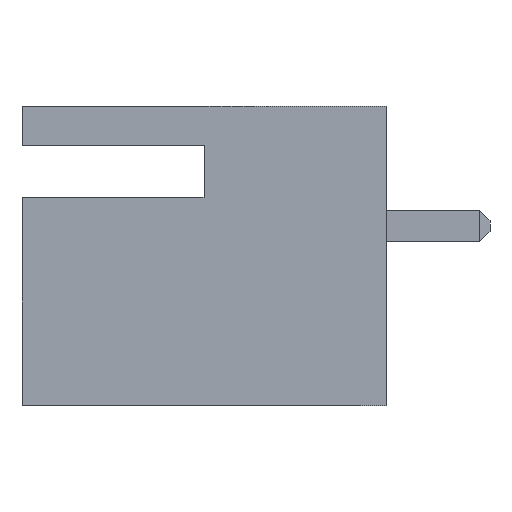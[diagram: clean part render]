
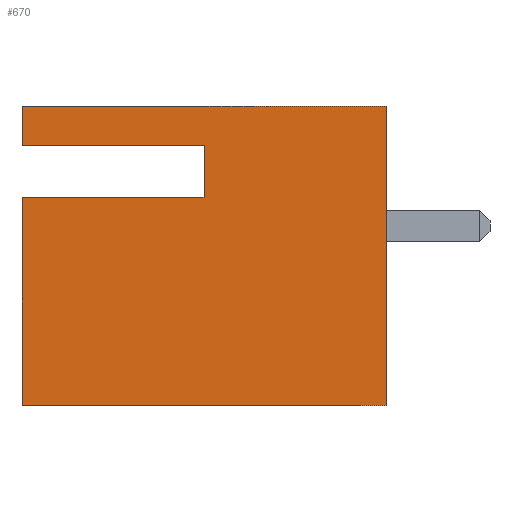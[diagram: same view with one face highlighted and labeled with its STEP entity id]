
A CAD part, left-side view. The second image highlights one B-rep face of the part: STEP entity #670.
In plain terms, the highlighted planar face has unit normal (-1, 0, 0).
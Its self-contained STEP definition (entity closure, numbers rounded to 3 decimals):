
#10 = DIRECTION ( 'NONE',  ( 0., 1., 0. ) ) ;
#138 = ORIENTED_EDGE ( 'NONE', *, *, #226, .F. ) ;
#226 = EDGE_CURVE ( 'NONE', #2358, #1187, #391, .T. ) ;
#245 = EDGE_CURVE ( 'NONE', #747, #1475, #1658, .T. ) ;
#391 = LINE ( 'NONE', #859, #2694 ) ;
#422 = DIRECTION ( 'NONE',  ( 0., 0., 1. ) ) ;
#517 = AXIS2_PLACEMENT_3D ( 'NONE', #2774, #1802, #2548 ) ;
#630 = CARTESIAN_POINT ( 'NONE',  ( 0., 7., -5.75 ) ) ;
#657 = CARTESIAN_POINT ( 'NONE',  ( 0., 7., -1.75 ) ) ;
#670 = ADVANCED_FACE ( 'NONE', ( #958 ), #2939, .F. ) ;
#745 = VECTOR ( 'NONE', #10, 1000. ) ;
#747 = VERTEX_POINT ( 'NONE', #2057 ) ;
#793 = VERTEX_POINT ( 'NONE', #2197 ) ;
#821 = LINE ( 'NONE', #1331, #2560 ) ;
#859 = CARTESIAN_POINT ( 'NONE',  ( 0., 7., -5.75 ) ) ;
#863 = ORIENTED_EDGE ( 'NONE', *, *, #2606, .T. ) ;
#867 = VECTOR ( 'NONE', #2551, 1000. ) ;
#942 = CARTESIAN_POINT ( 'NONE',  ( 0., 7., -1.75 ) ) ;
#958 = FACE_OUTER_BOUND ( 'NONE', #2656, .T. ) ;
#964 = EDGE_CURVE ( 'NONE', #2499, #1475, #821, .T. ) ;
#988 = VERTEX_POINT ( 'NONE', #1366 ) ;
#1091 = VECTOR ( 'NONE', #2647, 1000. ) ;
#1099 = EDGE_CURVE ( 'NONE', #988, #793, #1613, .T. ) ;
#1138 = ORIENTED_EDGE ( 'NONE', *, *, #245, .T. ) ;
#1187 = VERTEX_POINT ( 'NONE', #657 ) ;
#1275 = CARTESIAN_POINT ( 'NONE',  ( 0., 7., -5.75 ) ) ;
#1331 = CARTESIAN_POINT ( 'NONE',  ( 0., 7., 0. ) ) ;
#1362 = LINE ( 'NONE', #630, #867 ) ;
#1366 = CARTESIAN_POINT ( 'NONE',  ( 0., 7., -0.75 ) ) ;
#1421 = CARTESIAN_POINT ( 'NONE',  ( 0., 7., -5.75 ) ) ;
#1428 = DIRECTION ( 'NONE',  ( 0., 0., -1. ) ) ;
#1475 = VERTEX_POINT ( 'NONE', #1652 ) ;
#1602 = ORIENTED_EDGE ( 'NONE', *, *, #2045, .T. ) ;
#1613 = LINE ( 'NONE', #2275, #1904 ) ;
#1619 = EDGE_CURVE ( 'NONE', #988, #2499, #1670, .T. ) ;
#1652 = CARTESIAN_POINT ( 'NONE',  ( 0., 0., 0. ) ) ;
#1658 = LINE ( 'NONE', #3102, #1091 ) ;
#1670 = LINE ( 'NONE', #1421, #2225 ) ;
#1725 = ORIENTED_EDGE ( 'NONE', *, *, #1619, .F. ) ;
#1802 = DIRECTION ( 'NONE',  ( 1., 0., 0. ) ) ;
#1904 = VECTOR ( 'NONE', #2539, 1000. ) ;
#2045 = EDGE_CURVE ( 'NONE', #2968, #1187, #2108, .T. ) ;
#2057 = CARTESIAN_POINT ( 'NONE',  ( 0., 0., -5.75 ) ) ;
#2079 = DIRECTION ( 'NONE',  ( 0., -1., 0. ) ) ;
#2108 = LINE ( 'NONE', #942, #745 ) ;
#2155 = ORIENTED_EDGE ( 'NONE', *, *, #1099, .T. ) ;
#2197 = CARTESIAN_POINT ( 'NONE',  ( 0., 3.5, -0.75 ) ) ;
#2225 = VECTOR ( 'NONE', #2404, 1000. ) ;
#2236 = CARTESIAN_POINT ( 'NONE',  ( 0., 7., 0. ) ) ;
#2275 = CARTESIAN_POINT ( 'NONE',  ( 0., 7., -0.75 ) ) ;
#2353 = CARTESIAN_POINT ( 'NONE',  ( 0., 3.5, -1.75 ) ) ;
#2358 = VERTEX_POINT ( 'NONE', #1275 ) ;
#2404 = DIRECTION ( 'NONE',  ( 0., 0., 1. ) ) ;
#2464 = ORIENTED_EDGE ( 'NONE', *, *, #964, .F. ) ;
#2499 = VERTEX_POINT ( 'NONE', #2236 ) ;
#2539 = DIRECTION ( 'NONE',  ( 0., -1., 0. ) ) ;
#2548 = DIRECTION ( 'NONE',  ( 0., 0., -1. ) ) ;
#2551 = DIRECTION ( 'NONE',  ( 0., -1., 0. ) ) ;
#2560 = VECTOR ( 'NONE', #2079, 1000. ) ;
#2606 = EDGE_CURVE ( 'NONE', #2358, #747, #1362, .T. ) ;
#2647 = DIRECTION ( 'NONE',  ( 0., 0., 1. ) ) ;
#2656 = EDGE_LOOP ( 'NONE', ( #1602, #138, #863, #1138, #2464, #1725, #2155, #2696 ) ) ;
#2694 = VECTOR ( 'NONE', #422, 1000. ) ;
#2696 = ORIENTED_EDGE ( 'NONE', *, *, #3181, .T. ) ;
#2774 = CARTESIAN_POINT ( 'NONE',  ( 0., 7., -5.75 ) ) ;
#2920 = VECTOR ( 'NONE', #1428, 1000. ) ;
#2928 = LINE ( 'NONE', #2942, #2920 ) ;
#2939 = PLANE ( 'NONE',  #517 ) ;
#2942 = CARTESIAN_POINT ( 'NONE',  ( 0., 3.5, -1.75 ) ) ;
#2968 = VERTEX_POINT ( 'NONE', #2353 ) ;
#3102 = CARTESIAN_POINT ( 'NONE',  ( 0., 0., -5.75 ) ) ;
#3181 = EDGE_CURVE ( 'NONE', #793, #2968, #2928, .T. ) ;
